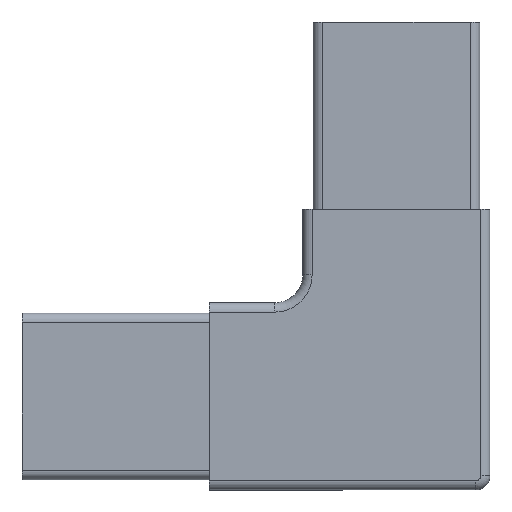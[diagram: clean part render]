
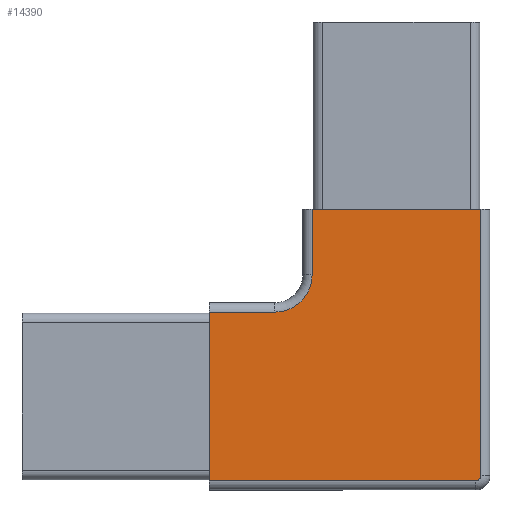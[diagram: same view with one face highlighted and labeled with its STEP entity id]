
A CAD part, left-side view. The second image highlights one B-rep face of the part: STEP entity #14390.
In plain terms, the highlighted planar face has unit normal (-1, 0, 0).
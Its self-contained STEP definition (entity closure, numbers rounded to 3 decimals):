
#337 = DIRECTION ( 'NONE',  ( 1., 0., 0. ) ) ;
#359 = AXIS2_PLACEMENT_3D ( 'NONE', #5987, #337, #2739 ) ;
#563 = ORIENTED_EDGE ( 'NONE', *, *, #3840, .F. ) ;
#623 = CARTESIAN_POINT ( 'NONE',  ( -10., 20., -9. ) ) ;
#789 = ORIENTED_EDGE ( 'NONE', *, *, #8685, .T. ) ;
#979 = DIRECTION ( 'NONE',  ( 0., -1., 0. ) ) ;
#1085 = VECTOR ( 'NONE', #6492, 1000. ) ;
#1333 = VECTOR ( 'NONE', #979, 1000. ) ;
#1424 = AXIS2_PLACEMENT_3D ( 'NONE', #8345, #13003, #9554 ) ;
#1491 = CIRCLE ( 'NONE', #1424, 0.5 ) ;
#1639 = EDGE_CURVE ( 'NONE', #8743, #8964, #11491, .T. ) ;
#1729 = EDGE_CURVE ( 'NONE', #2351, #8743, #1491, .T. ) ;
#1765 = PLANE ( 'NONE',  #2573 ) ;
#1796 = CARTESIAN_POINT ( 'NONE',  ( -10., 9., 20. ) ) ;
#1917 = CARTESIAN_POINT ( 'NONE',  ( -10., 9., 13. ) ) ;
#2320 = VECTOR ( 'NONE', #11888, 1000. ) ;
#2351 = VERTEX_POINT ( 'NONE', #11336 ) ;
#2371 = VECTOR ( 'NONE', #11234, 1000. ) ;
#2512 = CARTESIAN_POINT ( 'NONE',  ( -10., -9., -8.5 ) ) ;
#2573 = AXIS2_PLACEMENT_3D ( 'NONE', #13366, #8716, #10999 ) ;
#2739 = DIRECTION ( 'NONE',  ( 0., 0., -1. ) ) ;
#2891 = ORIENTED_EDGE ( 'NONE', *, *, #1729, .T. ) ;
#2935 = EDGE_CURVE ( 'NONE', #10424, #10565, #3582, .T. ) ;
#3210 = VERTEX_POINT ( 'NONE', #623 ) ;
#3259 = CARTESIAN_POINT ( 'NONE',  ( -10., 0., -9. ) ) ;
#3437 = LINE ( 'NONE', #3259, #1333 ) ;
#3582 = LINE ( 'NONE', #12380, #8793 ) ;
#3840 = EDGE_CURVE ( 'NONE', #4649, #8964, #8779, .T. ) ;
#4279 = EDGE_LOOP ( 'NONE', ( #563, #11462, #5419, #8296, #10501, #789, #2891, #10753 ) ) ;
#4420 = CARTESIAN_POINT ( 'NONE',  ( -10., -9., 0. ) ) ;
#4561 = VECTOR ( 'NONE', #13375, 1000. ) ;
#4649 = VERTEX_POINT ( 'NONE', #1796 ) ;
#5419 = ORIENTED_EDGE ( 'NONE', *, *, #11953, .T. ) ;
#5987 = CARTESIAN_POINT ( 'NONE',  ( -10., 13., 13. ) ) ;
#6250 = CIRCLE ( 'NONE', #359, 4. ) ;
#6492 = DIRECTION ( 'NONE',  ( 0., 0., 1. ) ) ;
#7436 = CARTESIAN_POINT ( 'NONE',  ( -10., 20., 9. ) ) ;
#7685 = DIRECTION ( 'NONE',  ( 0., 1., 0. ) ) ;
#8296 = ORIENTED_EDGE ( 'NONE', *, *, #2935, .T. ) ;
#8345 = CARTESIAN_POINT ( 'NONE',  ( -10., -8.5, -8.5 ) ) ;
#8685 = EDGE_CURVE ( 'NONE', #3210, #2351, #3437, .T. ) ;
#8716 = DIRECTION ( 'NONE',  ( 1., 0., 0. ) ) ;
#8743 = VERTEX_POINT ( 'NONE', #2512 ) ;
#8779 = LINE ( 'NONE', #9686, #2320 ) ;
#8793 = VECTOR ( 'NONE', #7685, 1000. ) ;
#8964 = VERTEX_POINT ( 'NONE', #12071 ) ;
#8986 = VERTEX_POINT ( 'NONE', #12021 ) ;
#9254 = LINE ( 'NONE', #1917, #4561 ) ;
#9420 = EDGE_CURVE ( 'NONE', #3210, #10565, #14684, .T. ) ;
#9554 = DIRECTION ( 'NONE',  ( 0., 0., -1. ) ) ;
#9686 = CARTESIAN_POINT ( 'NONE',  ( -10., 0., 20. ) ) ;
#10366 = CARTESIAN_POINT ( 'NONE',  ( -10., 13., 9. ) ) ;
#10424 = VERTEX_POINT ( 'NONE', #10366 ) ;
#10501 = ORIENTED_EDGE ( 'NONE', *, *, #9420, .F. ) ;
#10565 = VERTEX_POINT ( 'NONE', #7436 ) ;
#10753 = ORIENTED_EDGE ( 'NONE', *, *, #1639, .T. ) ;
#10999 = DIRECTION ( 'NONE',  ( 0., 0., -1. ) ) ;
#11228 = CARTESIAN_POINT ( 'NONE',  ( -10., 20., 0. ) ) ;
#11234 = DIRECTION ( 'NONE',  ( 0., 0., 1. ) ) ;
#11336 = CARTESIAN_POINT ( 'NONE',  ( -10., -8.5, -9. ) ) ;
#11462 = ORIENTED_EDGE ( 'NONE', *, *, #14217, .T. ) ;
#11491 = LINE ( 'NONE', #4420, #2371 ) ;
#11888 = DIRECTION ( 'NONE',  ( 0., -1., 0. ) ) ;
#11953 = EDGE_CURVE ( 'NONE', #8986, #10424, #6250, .T. ) ;
#12021 = CARTESIAN_POINT ( 'NONE',  ( -10., 9., 13. ) ) ;
#12071 = CARTESIAN_POINT ( 'NONE',  ( -10., -9., 20. ) ) ;
#12380 = CARTESIAN_POINT ( 'NONE',  ( -10., 20., 9. ) ) ;
#12838 = FACE_OUTER_BOUND ( 'NONE', #4279, .T. ) ;
#13003 = DIRECTION ( 'NONE',  ( -1., 0., 0. ) ) ;
#13366 = CARTESIAN_POINT ( 'NONE',  ( -10., 0., 0. ) ) ;
#13375 = DIRECTION ( 'NONE',  ( 0., 0., -1. ) ) ;
#14217 = EDGE_CURVE ( 'NONE', #4649, #8986, #9254, .T. ) ;
#14390 = ADVANCED_FACE ( 'NONE', ( #12838 ), #1765, .F. ) ;
#14684 = LINE ( 'NONE', #11228, #1085 ) ;
